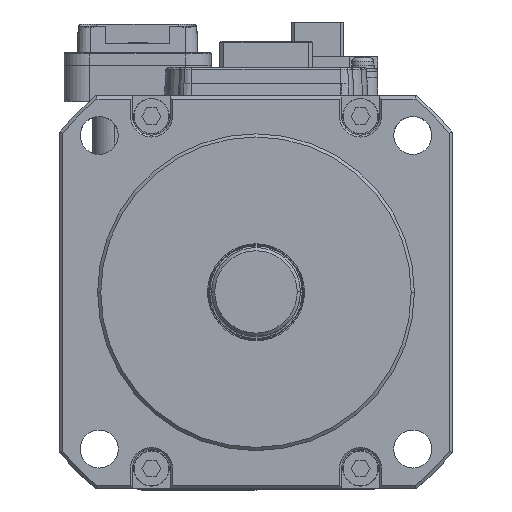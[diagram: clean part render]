
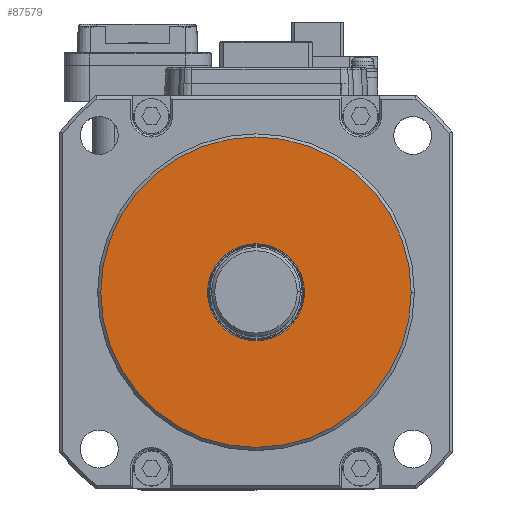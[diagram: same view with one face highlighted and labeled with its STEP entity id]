
A CAD part, top view. The second image highlights one B-rep face of the part: STEP entity #87579.
In plain terms, the highlighted planar face has unit normal (0, 0, 1).
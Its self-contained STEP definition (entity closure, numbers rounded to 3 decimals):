
#8394 = FACE_BOUND ( 'NONE', #26574, .T. ) ;
#8401 = PLANE ( 'NONE',  #20808 ) ;
#8405 = FACE_OUTER_BOUND ( 'NONE', #26579, .T. ) ;
#8408 = DIRECTION ( 'NONE',  ( 1., 0., 0. ) ) ;
#8422 = DIRECTION ( 'NONE',  ( 0., 0., 1. ) ) ;
#8425 = CARTESIAN_POINT ( 'NONE',  ( 0., 0., 35. ) ) ;
#10456 = DIRECTION ( 'NONE',  ( 0., 0., 1. ) ) ;
#10515 = CARTESIAN_POINT ( 'NONE',  ( 0., 0., 35. ) ) ;
#10525 = DIRECTION ( 'NONE',  ( 1., 0., 0. ) ) ;
#10539 = DIRECTION ( 'NONE',  ( 0., 0., 1. ) ) ;
#10542 = CARTESIAN_POINT ( 'NONE',  ( 0., 0., 35. ) ) ;
#10564 = DIRECTION ( 'NONE',  ( 1., 0., 0. ) ) ;
#11465 = CARTESIAN_POINT ( 'NONE',  ( 0., 0., 35. ) ) ;
#11468 = DIRECTION ( 'NONE',  ( 1., 0., 0. ) ) ;
#11488 = DIRECTION ( 'NONE',  ( 0., 0., 1. ) ) ;
#11942 = AXIS2_PLACEMENT_3D ( 'NONE', #10515, #10456, #10525 ) ;
#12030 = CIRCLE ( 'NONE', #11942, 24.5 ) ;
#12136 = AXIS2_PLACEMENT_3D ( 'NONE', #10542, #10539, #10564 ) ;
#12143 = CIRCLE ( 'NONE', #12136, 7.65 ) ;
#12391 = CIRCLE ( 'NONE', #12394, 24.5 ) ;
#12394 = AXIS2_PLACEMENT_3D ( 'NONE', #11465, #11488, #11468 ) ;
#12496 = CIRCLE ( 'NONE', #12512, 7.65 ) ;
#12512 = AXIS2_PLACEMENT_3D ( 'NONE', #14252, #14268, #14254 ) ;
#14252 = CARTESIAN_POINT ( 'NONE',  ( 0., 0., 35. ) ) ;
#14254 = DIRECTION ( 'NONE',  ( 1., 0., 0. ) ) ;
#14268 = DIRECTION ( 'NONE',  ( 0., 0., 1. ) ) ;
#20808 = AXIS2_PLACEMENT_3D ( 'NONE', #8425, #8422, #8408 ) ;
#26574 = EDGE_LOOP ( 'NONE', ( #48639, #48787 ) ) ;
#26579 = EDGE_LOOP ( 'NONE', ( #48777, #48593 ) ) ;
#30214 = VERTEX_POINT ( 'NONE', #45024 ) ;
#30240 = VERTEX_POINT ( 'NONE', #45052 ) ;
#30241 = VERTEX_POINT ( 'NONE', #45054 ) ;
#31282 = VERTEX_POINT ( 'NONE', #45711 ) ;
#45024 = CARTESIAN_POINT ( 'NONE',  ( -7.65, 0., 35. ) ) ;
#45052 = CARTESIAN_POINT ( 'NONE',  ( 24.5, 0., 35. ) ) ;
#45054 = CARTESIAN_POINT ( 'NONE',  ( -24.5, 0., 35. ) ) ;
#45711 = CARTESIAN_POINT ( 'NONE',  ( 7.65, 0., 35. ) ) ;
#48593 = ORIENTED_EDGE ( 'NONE', *, *, #88007, .T. ) ;
#48639 = ORIENTED_EDGE ( 'NONE', *, *, #88016, .F. ) ;
#48777 = ORIENTED_EDGE ( 'NONE', *, *, #88121, .T. ) ;
#48787 = ORIENTED_EDGE ( 'NONE', *, *, #88137, .F. ) ;
#87579 = ADVANCED_FACE ( 'NONE', ( #8405, #8394 ), #8401, .T. ) ;
#88007 = EDGE_CURVE ( 'NONE', #30240, #30241, #12030, .T. ) ;
#88016 = EDGE_CURVE ( 'NONE', #30214, #31282, #12143, .T. ) ;
#88121 = EDGE_CURVE ( 'NONE', #30241, #30240, #12391, .T. ) ;
#88137 = EDGE_CURVE ( 'NONE', #31282, #30214, #12496, .T. ) ;
